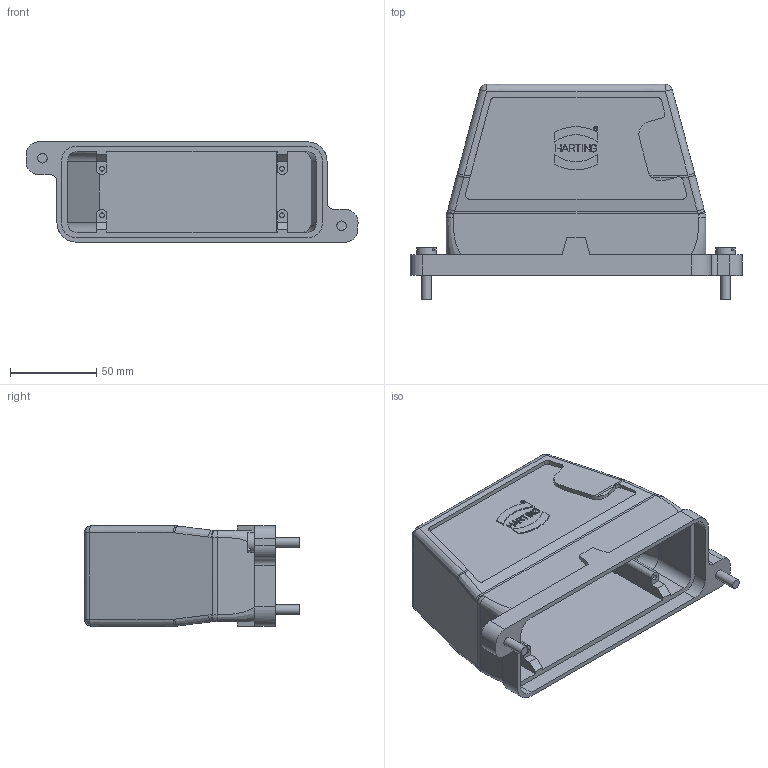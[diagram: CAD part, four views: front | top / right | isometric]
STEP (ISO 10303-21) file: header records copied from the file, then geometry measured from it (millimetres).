
FILE_DESCRIPTION(/* description */ (''),/* implementation_level */ '2;1');
FILE_NAME(/* name */ '100095006ugm000_b.stp',/* time_stamp */ '2017-11-03T10:46:24+01:00',/* author */ (''),/* organization */ (''),/* preprocessor_version */ 'ST-DEVELOPER v16',/* originating_system */ 'SIEMENS PLM Software NX 10.0',/* authorisation */ '');
FILE_SCHEMA (('AUTOMOTIVE_DESIGN { 1 0 10303 214 3 1 1 1 }'));
Length unit declared in the file: millimetre
Products named in the file (1): 100095006ugm000_b
Bounding box: 192 x 124.5 x 58 mm (x, y, z)
Volume: 203267.5 mm3; surface area: 101221.4 mm2
Topology: 1 solids, 1 shells, 323 faces, 856 edges, 558 vertices
Faces by surface type: plane 208, cylinder 80, bspline 35
Full cylindrical faces by diameter (mm): 2.375 x1, 2.625 x1, 2.8 x4, 5.5 x1, 11.3 x2, 50 x1
Entity records: 11217 total; most frequent: CARTESIAN_POINT 2629, ORIENTED_EDGE 1682, DIRECTION 1516, EDGE_CURVE 841, LINE 564, VECTOR 564, VERTEX_POINT 554, AXIS2_PLACEMENT_3D 476
